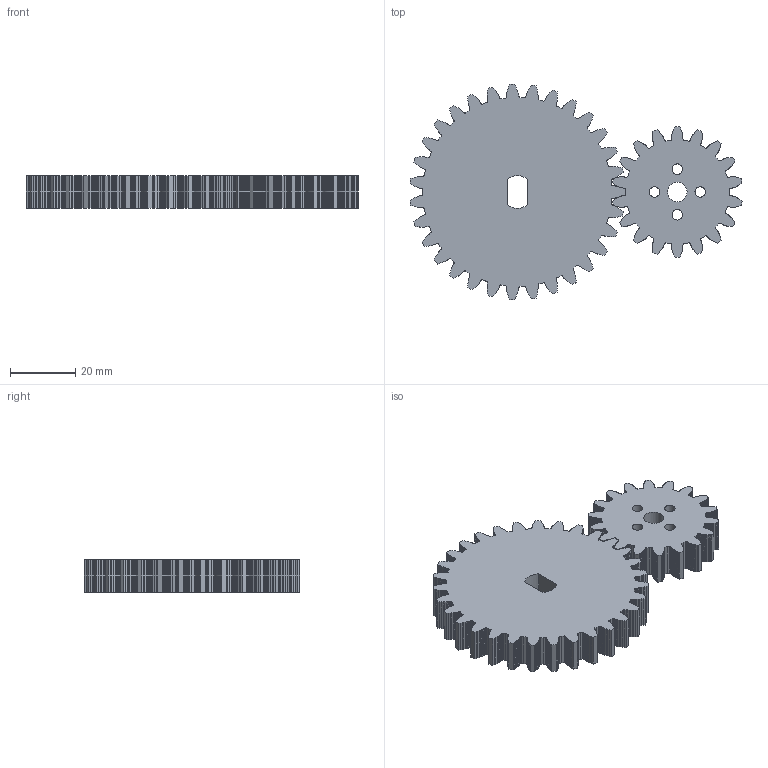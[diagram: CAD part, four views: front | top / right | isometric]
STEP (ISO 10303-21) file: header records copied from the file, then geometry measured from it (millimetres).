
FILE_DESCRIPTION(/* description */ (''),/* implementation_level */ '2;1');
FILE_NAME(/* name */ 'geary na tescol v1.step',/* time_stamp */ '2024-12-16T23:55:44+01:00',/* author */ (''),/* organization */ (''),/* preprocessor_version */ 'ST-DEVELOPER v20',/* originating_system */ 'Autodesk Translation Framework v13.20.0.188',/* authorisation */ '');
FILE_SCHEMA (('AUTOMOTIVE_DESIGN { 1 0 10303 214 3 1 1 }'));
Products named in the file (1): geary na tescol
Bounding box: 101.7 x 65.97 x 10 mm (x, y, z)
Volume: 39038.7 mm3; surface area: 14497.1 mm2
Topology: 2 solids, 2 shells, 2042 faces, 6114 edges, 4076 vertices
Faces by surface type: plane 1986, cylinder 56
Full cylindrical faces by diameter (mm): 3.2 x4, 6 x1
Entity records: 67466 total; most frequent: CARTESIAN_POINT 12233, ORIENTED_EDGE 12228, DIRECTION 10312, EDGE_CURVE 6114, LINE 6002, VECTOR 6002, VERTEX_POINT 4076, AXIS2_PLACEMENT_3D 2155
